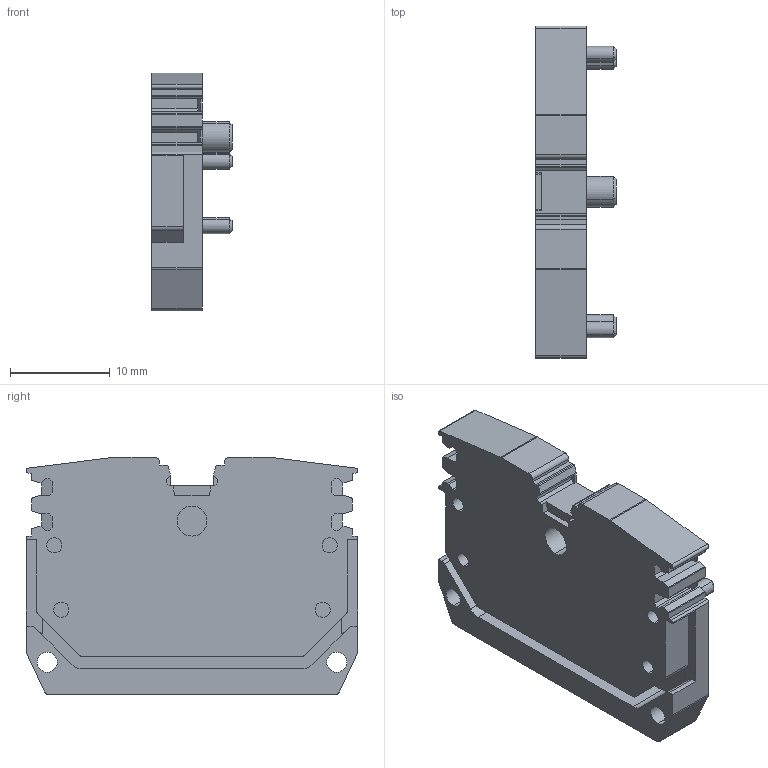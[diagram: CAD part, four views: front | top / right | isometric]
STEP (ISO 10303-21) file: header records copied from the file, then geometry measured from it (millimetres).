
FILE_DESCRIPTION(('CATIA V5R22 STEP214','CAx-IF Rec.Pracs.--- Model Styling and Organization---1.4--- 2014-01-23'),'2;1');
FILE_NAME ('019066-2_0', '2021-06-10T06:45:44+00:00', ('Weidmueller Interface'), ('Weidmueller'), 'CATIA Version 5-6 Release 2016 SP3 HF44', 'CATIA V5 STEP AP214', 'none');
FILE_SCHEMA(('AUTOMOTIVE_DESIGN { 1 0 10303 214 1 1 1 1 }'));
Length unit declared in the file: millimetre
Products named in the file (1): ZTW_ZDUB
Bounding box: 8.1 x 33.2 x 23.8 mm (x, y, z)
Volume: 3488.9 mm3; surface area: 2694.4 mm2
Topology: 1 solids, 1 shells, 182 faces, 500 edges, 330 vertices
Faces by surface type: plane 118, cylinder 54, cone 10
Entity records: 5496 total; most frequent: ORIENTED_EDGE 1000, CARTESIAN_POINT 976, DIRECTION 790, EDGE_CURVE 500, VECTOR 378, LINE 378, VERTEX_POINT 330, AXIS2_PLACEMENT_3D 268
